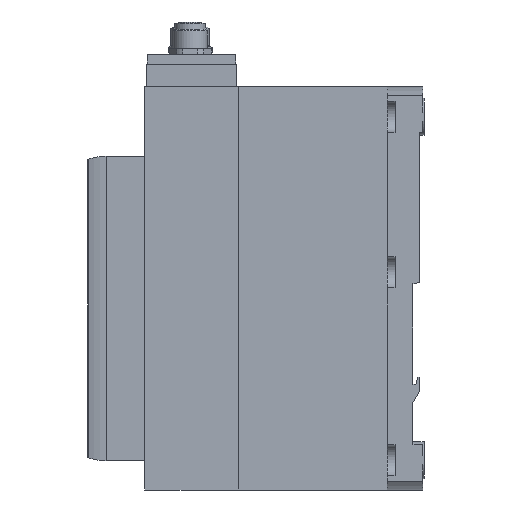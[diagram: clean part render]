
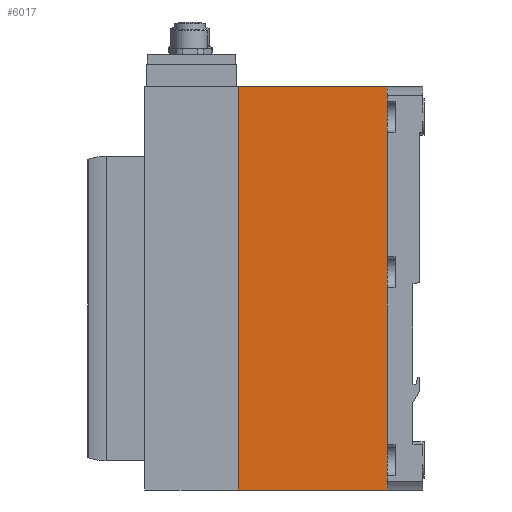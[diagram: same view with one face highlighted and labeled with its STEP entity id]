
A CAD part, left-side view. The second image highlights one B-rep face of the part: STEP entity #6017.
In plain terms, the highlighted planar face has unit normal (-1, 0, 0).
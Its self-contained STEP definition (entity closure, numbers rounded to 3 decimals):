
#365=LINE('',#9374,#781);
#368=LINE('',#9382,#784);
#376=LINE('',#9397,#792);
#427=LINE('',#9535,#843);
#781=VECTOR('',#7369,1000.);
#784=VECTOR('',#7376,1000.);
#792=VECTOR('',#7386,1000.);
#843=VECTOR('',#7497,1000.);
#1357=ORIENTED_EDGE('',*,*,#2866,.T.);
#1358=ORIENTED_EDGE('',*,*,#2936,.F.);
#1359=ORIENTED_EDGE('',*,*,#2858,.F.);
#1360=ORIENTED_EDGE('',*,*,#2854,.F.);
#2854=EDGE_CURVE('',#3664,#3666,#365,.T.);
#2858=EDGE_CURVE('',#3666,#3669,#368,.T.);
#2866=EDGE_CURVE('',#3664,#3674,#376,.T.);
#2936=EDGE_CURVE('',#3669,#3674,#427,.T.);
#3664=VERTEX_POINT('',#9372);
#3666=VERTEX_POINT('',#9375);
#3669=VERTEX_POINT('',#9383);
#3674=VERTEX_POINT('',#9396);
#4585=EDGE_LOOP('',(#1357,#1358,#1359,#1360));
#5197=FACE_BOUND('',#4585,.T.);
#5802=PLANE('',#6543);
#6017=ADVANCED_FACE('',(#5197),#5802,.T.);
#6543=AXIS2_PLACEMENT_3D('',#9563,#7516,#7517);
#7369=DIRECTION('',(0.,0.,1.));
#7376=DIRECTION('',(0.,-1.,0.));
#7386=DIRECTION('',(0.,-1.,0.));
#7497=DIRECTION('',(0.,0.,-1.));
#7516=DIRECTION('',(-1.,0.,0.));
#7517=DIRECTION('',(0.,0.,1.));
#9372=CARTESIAN_POINT('',(-54.,65.,-71.));
#9374=CARTESIAN_POINT('',(-54.,65.,-71.));
#9375=CARTESIAN_POINT('',(-54.,65.,71.));
#9382=CARTESIAN_POINT('',(-54.,72.5,71.));
#9383=CARTESIAN_POINT('',(-54.,12.5,71.));
#9396=CARTESIAN_POINT('',(-54.,12.5,-71.));
#9397=CARTESIAN_POINT('',(-54.,72.5,-71.));
#9535=CARTESIAN_POINT('',(-54.,12.5,71.));
#9563=CARTESIAN_POINT('',(-54.,72.5,71.));
